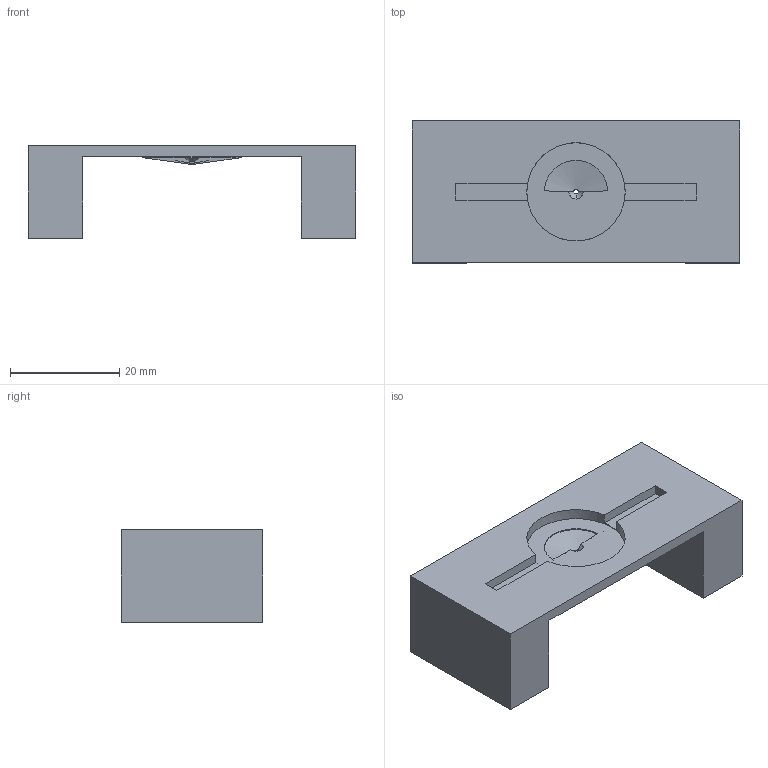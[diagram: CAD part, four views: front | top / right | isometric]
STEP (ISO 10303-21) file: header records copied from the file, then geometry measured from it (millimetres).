
FILE_DESCRIPTION (( 'STEP AP214' ), '1' );
FILE_NAME ('body-1.4.STEP', '2024-04-01T13:29:49', ( '' ), ( '' ), 'SwSTEP 2.0', 'SolidWorks 2022', '' );
FILE_SCHEMA (( 'AUTOMOTIVE_DESIGN' ));
Length unit declared in the file: millimetre
Products named in the file (1): body-1.4
Bounding box: 60 x 26 x 17 mm (x, y, z)
Volume: 10345.7 mm3; surface area: 5866.1 mm2
Topology: 2 solids, 2 shells, 38 faces, 99 edges, 64 vertices
Faces by surface type: plane 27, cylinder 6, cone 5
Entity records: 1212 total; most frequent: DIRECTION 203, CARTESIAN_POINT 202, ORIENTED_EDGE 198, EDGE_CURVE 99, VECTOR 73, LINE 73, AXIS2_PLACEMENT_3D 65, VERTEX_POINT 64
